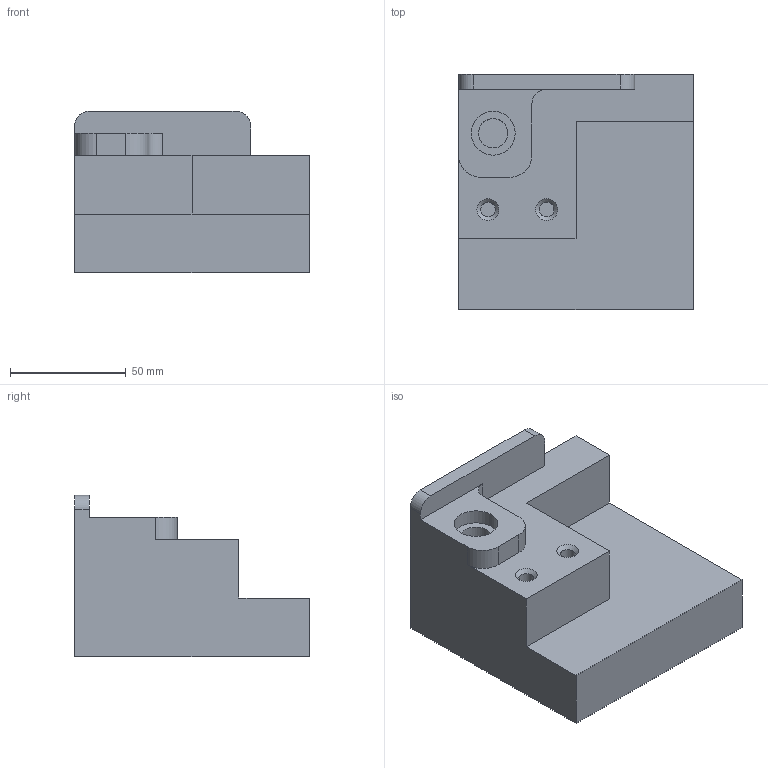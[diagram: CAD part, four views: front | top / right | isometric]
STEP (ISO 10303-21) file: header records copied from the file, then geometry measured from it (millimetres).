
FILE_DESCRIPTION(/* description */ (''),/* implementation_level */ '2;1');
FILE_NAME(/* name */ 'sim_final2.stp',/* time_stamp */ '2017-07-06T09:28:55+02:00',/* author */ (''),/* organization */ (''),/* preprocessor_version */ 'ST-DEVELOPER v16.7',/* originating_system */ 'SIEMENS PLM Software NX 12.0',/* authorisation */ '');
FILE_SCHEMA (('AUTOMOTIVE_DESIGN { 1 0 10303 214 3 1 1 1 }'));
Length unit declared in the file: millimetre
Products named in the file (1): sim_final2
Bounding box: 101.6 x 101.6 x 69.85 mm (x, y, z)
Volume: 394630.8 mm3; surface area: 45562.7 mm2
Topology: 1 solids, 1 shells, 31 faces, 73 edges, 48 vertices
Faces by surface type: plane 20, cylinder 9, cone 2
Full cylindrical faces by diameter (mm): 6.35 x2, 12.7 x1, 19.05 x1
Entity records: 885 total; most frequent: DIRECTION 151, CARTESIAN_POINT 147, ORIENTED_EDGE 134, EDGE_CURVE 67, AXIS2_PLACEMENT_3D 52, VERTEX_POINT 48, LINE 47, VECTOR 47
